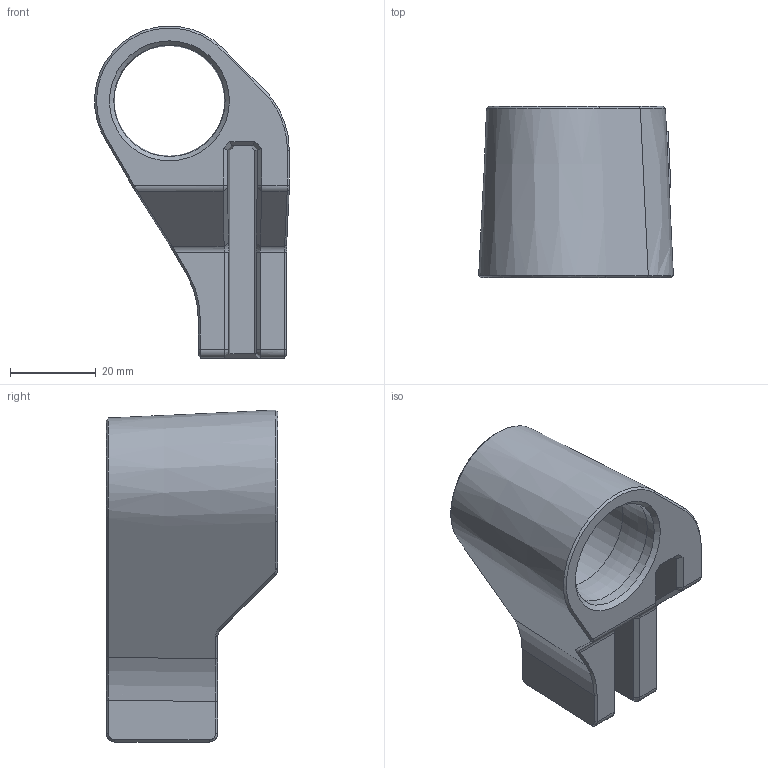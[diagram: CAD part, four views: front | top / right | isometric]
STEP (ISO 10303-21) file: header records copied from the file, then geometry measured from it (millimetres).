
FILE_DESCRIPTION(/* description */ (''),/* implementation_level */ '2;1');
FILE_NAME(/* name */ 'holder-top-left v13.step',/* time_stamp */ '2020-07-09T23:09:26+09:00',/* author */ (''),/* organization */ (''),/* preprocessor_version */ 'ST-DEVELOPER v18.1',/* originating_system */ 'Autodesk Translation Framework v9.3.0.1241',/* authorisation */ '');
FILE_SCHEMA (('AUTOMOTIVE_DESIGN { 1 0 10303 214 3 1 1 }'));
Length unit declared in the file: millimetre
Products named in the file (3): holder-top-left; mark v6; コンポーネント3
Assembly tree (2 placements, depth 2):
  holder-top-left
    mark v6
    コンポーネント3
Bounding box: 45.43 x 40 x 77.46 mm (x, y, z)
Volume: 50163.5 mm3; surface area: 15508 mm2
Topology: 1 solids, 1 shells, 115 faces, 293 edges, 182 vertices
Faces by surface type: bspline 51, plane 50, cylinder 10, cone 2, torus 2
Full cylindrical faces by diameter (mm): 26 x3
Entity records: 4463 total; most frequent: CARTESIAN_POINT 1959, ORIENTED_EDGE 586, DIRECTION 341, EDGE_CURVE 293, VERTEX_POINT 182, LINE 173, VECTOR 173, EDGE_LOOP 119
